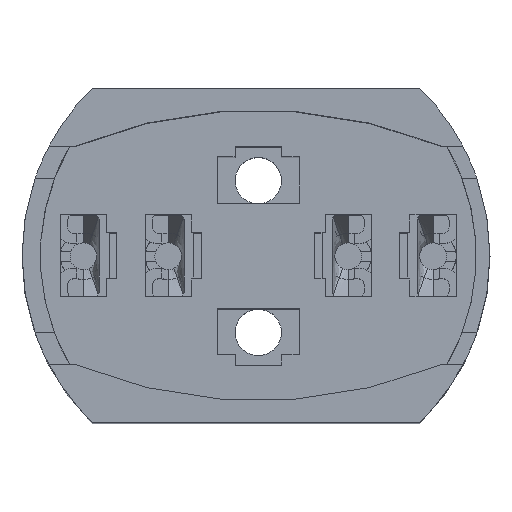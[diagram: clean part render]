
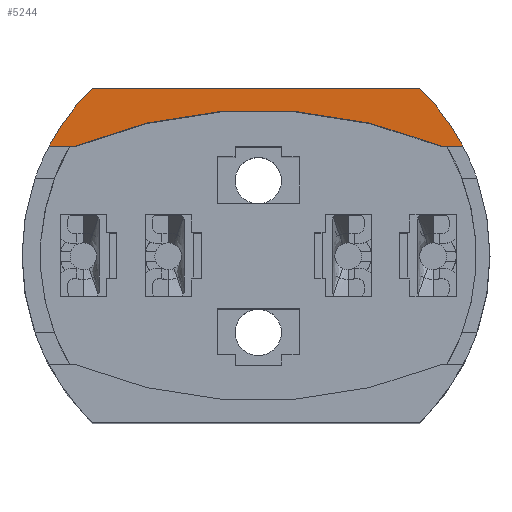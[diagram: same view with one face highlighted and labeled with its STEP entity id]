
A CAD part, top view. The second image highlights one B-rep face of the part: STEP entity #5244.
In plain terms, the highlighted planar face has unit normal (0, 0, 1).
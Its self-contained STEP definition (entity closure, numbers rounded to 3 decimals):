
#307=PLANE('',#5665);
#572=FACE_OUTER_BOUND('',#834,.T.);
#834=EDGE_LOOP('',(#4787,#4788,#4789,#4790,#4791,#4792));
#1021=CIRCLE('',#5662,9.1);
#1024=CIRCLE('',#5666,18.796);
#1025=CIRCLE('',#5667,9.1);
#1553=LINE('',#9609,#2097);
#1554=LINE('',#9613,#2098);
#1555=LINE('',#9616,#2099);
#2097=VECTOR('',#7006,10.);
#2098=VECTOR('',#7009,10.);
#2099=VECTOR('',#7012,10.);
#2598=VERTEX_POINT('',#9596);
#2599=VERTEX_POINT('',#9598);
#2603=VERTEX_POINT('',#9608);
#2604=VERTEX_POINT('',#9610);
#2605=VERTEX_POINT('',#9612);
#2606=VERTEX_POINT('',#9614);
#3355=EDGE_CURVE('',#2599,#2598,#1021,.T.);
#3360=EDGE_CURVE('',#2598,#2603,#1553,.T.);
#3361=EDGE_CURVE('',#2603,#2604,#1024,.T.);
#3362=EDGE_CURVE('',#2604,#2605,#1554,.T.);
#3363=EDGE_CURVE('',#2605,#2606,#1025,.T.);
#3364=EDGE_CURVE('',#2606,#2599,#1555,.T.);
#4787=ORIENTED_EDGE('',*,*,#3360,.T.);
#4788=ORIENTED_EDGE('',*,*,#3361,.T.);
#4789=ORIENTED_EDGE('',*,*,#3362,.T.);
#4790=ORIENTED_EDGE('',*,*,#3363,.T.);
#4791=ORIENTED_EDGE('',*,*,#3364,.T.);
#4792=ORIENTED_EDGE('',*,*,#3355,.T.);
#5244=ADVANCED_FACE('',(#572),#307,.F.);
#5662=AXIS2_PLACEMENT_3D('',#9599,#6996,#6997);
#5665=AXIS2_PLACEMENT_3D('',#9607,#7004,#7005);
#5666=AXIS2_PLACEMENT_3D('',#9611,#7007,#7008);
#5667=AXIS2_PLACEMENT_3D('',#9615,#7010,#7011);
#6996=DIRECTION('center_axis',(0.,0.,
1.));
#6997=DIRECTION('ref_axis',(0.7,0.714,0.));
#7004=DIRECTION('center_axis',(0.,0.,
-1.));
#7005=DIRECTION('ref_axis',(-1.,0.,0.));
#7006=DIRECTION('',(1.,0.,0.));
#7007=DIRECTION('center_axis',(0.,0.,
-1.));
#7008=DIRECTION('ref_axis',(-0.379,0.926,0.));
#7009=DIRECTION('',(1.,0.,0.));
#7010=DIRECTION('center_axis',(0.,0.,
1.));
#7011=DIRECTION('ref_axis',(-0.7,-0.714,0.));
#7012=DIRECTION('',(-1.,0.,0.));
#9596=CARTESIAN_POINT('',(-8.134,4.25,30.));
#9598=CARTESIAN_POINT('',(-6.456,6.5,30.));
#9599=CARTESIAN_POINT('Origin',(-0.088,0.,
30.));
#9607=CARTESIAN_POINT('Origin',(-0.088,0.,
30.));
#9608=CARTESIAN_POINT('',(-7.118,4.25,30.));
#9609=CARTESIAN_POINT('',(-3.71,4.25,30.));
#9610=CARTESIAN_POINT('',(7.118,4.25,30.));
#9611=CARTESIAN_POINT('Origin',(0.,-13.146,
30.));
#9612=CARTESIAN_POINT('',(7.959,4.25,30.));
#9613=CARTESIAN_POINT('',(-0.044,4.25,30.));
#9614=CARTESIAN_POINT('',(6.281,6.5,30.));
#9615=CARTESIAN_POINT('Origin',(-0.088,0.,
30.));
#9616=CARTESIAN_POINT('',(6.281,6.5,30.));
